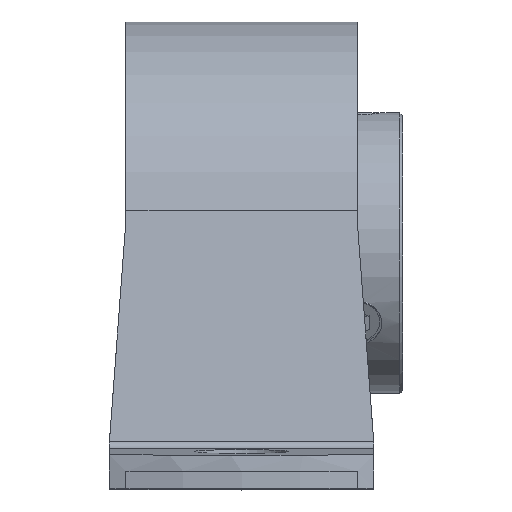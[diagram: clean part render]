
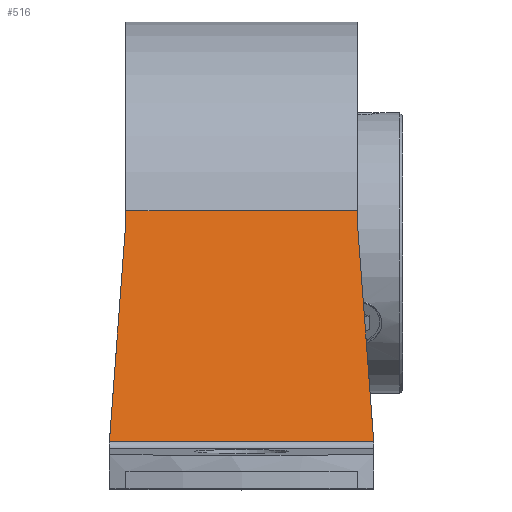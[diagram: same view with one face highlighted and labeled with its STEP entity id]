
A CAD part, top view. The second image highlights one B-rep face of the part: STEP entity #516.
In plain terms, the highlighted planar face has unit normal (0, 0.181, 0.984).
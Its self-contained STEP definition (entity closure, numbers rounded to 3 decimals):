
#516 = ADVANCED_FACE( '', ( #1011 ), #1012, .F. );
#1011 = FACE_OUTER_BOUND( '', #1566, .T. );
#1012 = PLANE( '', #1567 );
#1566 = EDGE_LOOP( '', ( #2763, #2764, #2765, #2766, #2767, #2768, #2769, #2770 ) );
#1567 = AXIS2_PLACEMENT_3D( '', #2771, #2772, #2773 );
#2763 = ORIENTED_EDGE( '', *, *, #3261, .T. );
#2764 = ORIENTED_EDGE( '', *, *, #3230, .T. );
#2765 = ORIENTED_EDGE( '', *, *, #3055, .T. );
#2766 = ORIENTED_EDGE( '', *, *, #3272, .F. );
#2767 = ORIENTED_EDGE( '', *, *, #2938, .F. );
#2768 = ORIENTED_EDGE( '', *, *, #3092, .T. );
#2769 = ORIENTED_EDGE( '', *, *, #3193, .T. );
#2770 = ORIENTED_EDGE( '', *, *, #3219, .T. );
#2771 = CARTESIAN_POINT( '', ( 32., 33.67, 27.537 ) );
#2772 = DIRECTION( '', ( 0., -0.181, -0.983 ) );
#2773 = DIRECTION( '', ( 0., 0.983, -0.181 ) );
#2938 = EDGE_CURVE( '', #3512, #3514, #3515, .T. );
#3055 = EDGE_CURVE( '', #3699, #3700, #3701, .T. );
#3092 = EDGE_CURVE( '', #3512, #3752, #3754, .T. );
#3193 = EDGE_CURVE( '', #3752, #3888, #3891, .T. );
#3219 = EDGE_CURVE( '', #3888, #3925, #3926, .T. );
#3230 = EDGE_CURVE( '', #3935, #3699, #3941, .T. );
#3261 = EDGE_CURVE( '', #3925, #3935, #3976, .T. );
#3272 = EDGE_CURVE( '', #3514, #3700, #3987, .T. );
#3512 = VERTEX_POINT( '', #4316 );
#3514 = VERTEX_POINT( '', #4319 );
#3515 = LINE( '', #4320, #4321 );
#3699 = VERTEX_POINT( '', #4565 );
#3700 = VERTEX_POINT( '', #4566 );
#3701 = LINE( '', #4567, #4568 );
#3752 = VERTEX_POINT( '', #4710 );
#3754 = LINE( '', #4713, #4714 );
#3888 = VERTEX_POINT( '', #5017 );
#3891 = LINE( '', #5020, #5021 );
#3925 = VERTEX_POINT( '', #5122 );
#3926 = LINE( '', #5123, #5124 );
#3935 = VERTEX_POINT( '', #5177 );
#3941 = LINE( '', #5185, #5186 );
#3976 = LINE( '', #5292, #5293 );
#3987 = LINE( '', #5307, #5308 );
#4316 = CARTESIAN_POINT( '', ( 32., 5.87, 32.656 ) );
#4319 = CARTESIAN_POINT( '', ( 32., 5.708, 32.686 ) );
#4320 = CARTESIAN_POINT( '', ( 32., 33.67, 27.537 ) );
#4321 = VECTOR( '', #5498, 1000. );
#4565 = CARTESIAN_POINT( '', ( 0., 5.87, 32.656 ) );
#4566 = CARTESIAN_POINT( '', ( 0., 5.708, 32.686 ) );
#4567 = CARTESIAN_POINT( '', ( 0., 33.67, 27.537 ) );
#4568 = VECTOR( '', #5646, 1000. );
#4710 = CARTESIAN_POINT( '', ( 30., 32.603, 27.734 ) );
#4713 = CARTESIAN_POINT( '', ( 29.931, 33.52, 27.565 ) );
#4714 = VECTOR( '', #5694, 1000. );
#5017 = CARTESIAN_POINT( '', ( 30., 33.67, 27.537 ) );
#5020 = CARTESIAN_POINT( '', ( 30., 33.67, 27.537 ) );
#5021 = VECTOR( '', #5819, 1000. );
#5122 = CARTESIAN_POINT( '', ( 2., 33.67, 27.537 ) );
#5123 = CARTESIAN_POINT( '', ( 32., 33.67, 27.537 ) );
#5124 = VECTOR( '', #5849, 1000. );
#5177 = CARTESIAN_POINT( '', ( 2., 32.603, 27.734 ) );
#5185 = CARTESIAN_POINT( '', ( 2.241, 35.824, 27.141 ) );
#5186 = VECTOR( '', #5859, 1000. );
#5292 = CARTESIAN_POINT( '', ( 2., 33.67, 27.537 ) );
#5293 = VECTOR( '', #5874, 1000. );
#5307 = CARTESIAN_POINT( '', ( 32., 5.708, 32.686 ) );
#5308 = VECTOR( '', #5881, 1000. );
#5498 = DIRECTION( '', ( 0., -0.983, 0.181 ) );
#5646 = DIRECTION( '', ( 0., -0.983, 0.181 ) );
#5694 = DIRECTION( '', ( -0.073, 0.981, -0.181 ) );
#5819 = DIRECTION( '', ( 0., 0.983, -0.181 ) );
#5849 = DIRECTION( '', ( -1., 0., 0. ) );
#5859 = DIRECTION( '', ( -0.073, -0.981, 0.181 ) );
#5874 = DIRECTION( '', ( 0., -0.983, 0.181 ) );
#5881 = DIRECTION( '', ( -1., 0., 0. ) );
